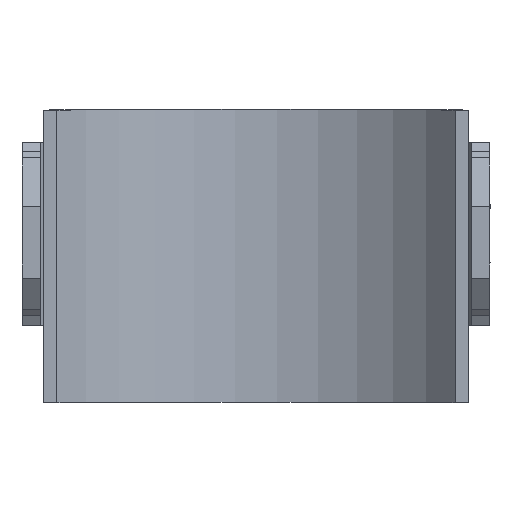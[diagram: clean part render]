
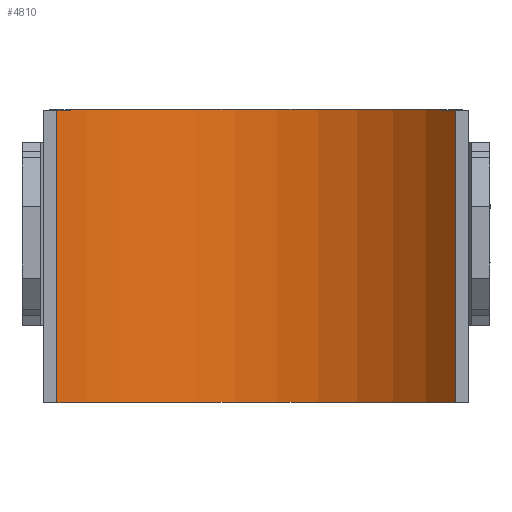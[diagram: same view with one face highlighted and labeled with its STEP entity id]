
A CAD part, front view. The second image highlights one B-rep face of the part: STEP entity #4810.
In plain terms, the highlighted cylindrical face has radius 35 mm (diameter 70 mm), a partial arc.
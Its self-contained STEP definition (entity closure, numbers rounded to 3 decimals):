
#177 = AXIS2_PLACEMENT_3D ( 'NONE', #2752, #2941, #6685 ) ;
#256 = DIRECTION ( 'NONE',  ( 0., 0., -1. ) ) ;
#337 = LINE ( 'NONE', #5790, #992 ) ;
#498 = CARTESIAN_POINT ( 'NONE',  ( 27.221, -13., 20. ) ) ;
#992 = VECTOR ( 'NONE', #5962, 1000. ) ;
#1294 = DIRECTION ( 'NONE',  ( 0., 0., -1. ) ) ;
#1443 = ORIENTED_EDGE ( 'NONE', *, *, #9320, .F. ) ;
#1585 = CARTESIAN_POINT ( 'NONE',  ( 27.221, -13., -20. ) ) ;
#1798 = FACE_OUTER_BOUND ( 'NONE', #11032, .T. ) ;
#2393 = VERTEX_POINT ( 'NONE', #7421 ) ;
#2641 = DIRECTION ( 'NONE',  ( -1., 0., 0. ) ) ;
#2703 = DIRECTION ( 'NONE',  ( 0., 0., -1. ) ) ;
#2752 = CARTESIAN_POINT ( 'NONE',  ( 0., -35., 20. ) ) ;
#2941 = DIRECTION ( 'NONE',  ( 0., 0., -1. ) ) ;
#3230 = EDGE_CURVE ( 'NONE', #10830, #4444, #6720, .T. ) ;
#3830 = CIRCLE ( 'NONE', #177, 35. ) ;
#4444 = VERTEX_POINT ( 'NONE', #1585 ) ;
#4810 = ADVANCED_FACE ( 'NONE', ( #1798 ), #7283, .F. ) ;
#4851 = CARTESIAN_POINT ( 'NONE',  ( 0., -35., -20. ) ) ;
#5000 = VECTOR ( 'NONE', #1294, 1000. ) ;
#5161 = CIRCLE ( 'NONE', #11526, 35. ) ;
#5687 = EDGE_CURVE ( 'NONE', #11872, #2393, #337, .T. ) ;
#5790 = CARTESIAN_POINT ( 'NONE',  ( -27.221, -13., 20. ) ) ;
#5940 = DIRECTION ( 'NONE',  ( 1., 0., 0. ) ) ;
#5962 = DIRECTION ( 'NONE',  ( 0., 0., -1. ) ) ;
#6685 = DIRECTION ( 'NONE',  ( 1., 0., 0. ) ) ;
#6720 = LINE ( 'NONE', #10330, #5000 ) ;
#7061 = ORIENTED_EDGE ( 'NONE', *, *, #5687, .T. ) ;
#7275 = CARTESIAN_POINT ( 'NONE',  ( -27.221, -13., 20. ) ) ;
#7283 = CYLINDRICAL_SURFACE ( 'NONE', #8881, 35. ) ;
#7421 = CARTESIAN_POINT ( 'NONE',  ( -27.221, -13., -20. ) ) ;
#8233 = EDGE_CURVE ( 'NONE', #2393, #4444, #5161, .T. ) ;
#8881 = AXIS2_PLACEMENT_3D ( 'NONE', #10176, #2703, #2641 ) ;
#9320 = EDGE_CURVE ( 'NONE', #11872, #10830, #3830, .T. ) ;
#10176 = CARTESIAN_POINT ( 'NONE',  ( 0., -35., 20. ) ) ;
#10330 = CARTESIAN_POINT ( 'NONE',  ( 27.221, -13., 20. ) ) ;
#10830 = VERTEX_POINT ( 'NONE', #498 ) ;
#11032 = EDGE_LOOP ( 'NONE', ( #11201, #11630, #1443, #7061 ) ) ;
#11201 = ORIENTED_EDGE ( 'NONE', *, *, #8233, .T. ) ;
#11526 = AXIS2_PLACEMENT_3D ( 'NONE', #4851, #256, #5940 ) ;
#11630 = ORIENTED_EDGE ( 'NONE', *, *, #3230, .F. ) ;
#11872 = VERTEX_POINT ( 'NONE', #7275 ) ;
